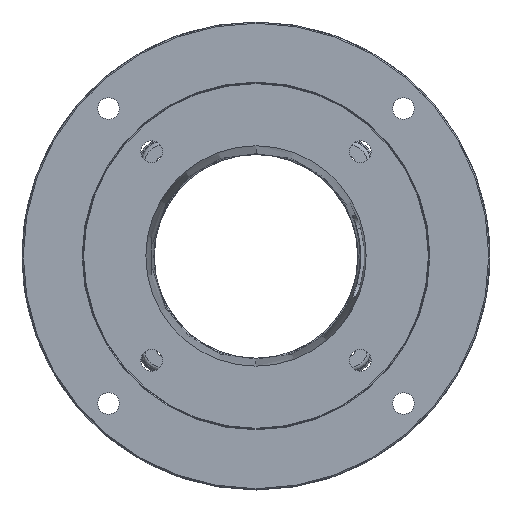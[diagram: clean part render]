
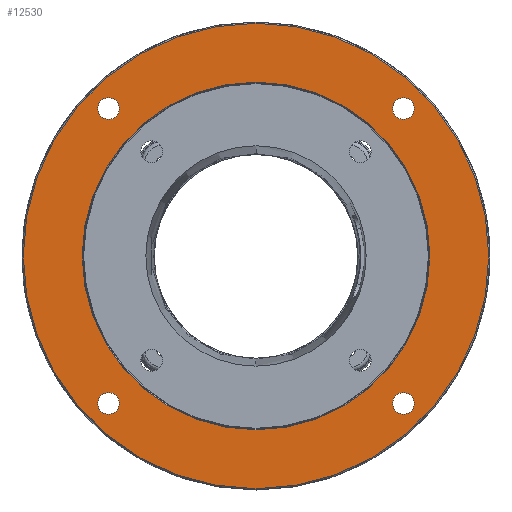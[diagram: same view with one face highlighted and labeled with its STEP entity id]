
A CAD part, top view. The second image highlights one B-rep face of the part: STEP entity #12530.
In plain terms, the highlighted planar face has unit normal (0, 0, 1).
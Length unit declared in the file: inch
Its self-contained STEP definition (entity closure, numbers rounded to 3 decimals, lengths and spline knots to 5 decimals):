
#35=CARTESIAN_POINT('',(0.,0.,-0.08));
#36=DIRECTION('',(0.,0.,1.));
#37=DIRECTION('',(0.,1.,0.));
#38=AXIS2_PLACEMENT_3D('',#35,#36,#37);
#44=CARTESIAN_POINT('',(0.,0.,-0.08));
#45=DIRECTION('',(0.,0.,-1.));
#46=DIRECTION('',(0.,1.,0.));
#47=AXIS2_PLACEMENT_3D('',#44,#45,#46);
#783=CARTESIAN_POINT('',(-3.62392,3.62392,-0.08));
#784=DIRECTION('',(0.,0.,-1.));
#785=DIRECTION('',(-0.707,0.707,0.));
#786=AXIS2_PLACEMENT_3D('',#783,#784,#785);
#788=CARTESIAN_POINT('',(-3.62392,3.62392,-0.08));
#789=DIRECTION('',(0.,0.,-1.));
#790=DIRECTION('',(0.707,-0.707,0.));
#791=AXIS2_PLACEMENT_3D('',#788,#789,#790);
#793=CARTESIAN_POINT('',(-3.62392,-3.62392,-0.08));
#794=DIRECTION('',(0.,0.,-1.));
#795=DIRECTION('',(-0.707,-0.707,0.));
#796=AXIS2_PLACEMENT_3D('',#793,#794,#795);
#798=CARTESIAN_POINT('',(-3.62392,-3.62392,-0.08));
#799=DIRECTION('',(0.,0.,-1.));
#800=DIRECTION('',(0.707,0.707,0.));
#801=AXIS2_PLACEMENT_3D('',#798,#799,#800);
#803=CARTESIAN_POINT('',(3.62392,-3.62392,-0.08));
#804=DIRECTION('',(0.,0.,-1.));
#805=DIRECTION('',(0.707,-0.707,0.));
#806=AXIS2_PLACEMENT_3D('',#803,#804,#805);
#808=CARTESIAN_POINT('',(3.62392,-3.62392,-0.08));
#809=DIRECTION('',(0.,0.,-1.));
#810=DIRECTION('',(-0.707,0.707,0.));
#811=AXIS2_PLACEMENT_3D('',#808,#809,#810);
#813=CARTESIAN_POINT('',(3.62392,3.62392,-0.08));
#814=DIRECTION('',(0.,0.,-1.));
#815=DIRECTION('',(0.707,0.707,0.));
#816=AXIS2_PLACEMENT_3D('',#813,#814,#815);
#818=CARTESIAN_POINT('',(3.62392,3.62392,-0.08));
#819=DIRECTION('',(0.,0.,-1.));
#820=DIRECTION('',(-0.707,-0.707,0.));
#821=AXIS2_PLACEMENT_3D('',#818,#819,#820);
#823=CARTESIAN_POINT('',(0.,0.,-0.08));
#824=DIRECTION('',(0.,0.,1.));
#825=DIRECTION('',(0.,1.,0.));
#826=AXIS2_PLACEMENT_3D('',#823,#824,#825);
#828=CARTESIAN_POINT('',(0.,0.,-0.08));
#829=DIRECTION('',(0.,0.,1.));
#830=DIRECTION('',(0.,-1.,0.));
#831=AXIS2_PLACEMENT_3D('',#828,#829,#830);
#11111=CARTESIAN_POINT('',(0.,5.72,-0.08));
#11112=CARTESIAN_POINT('',(0.,-5.72,-0.08));
#11113=VERTEX_POINT('',#11111);
#11114=VERTEX_POINT('',#11112);
#11135=CARTESIAN_POINT('',(-3.81131,3.81131,-0.08));
#11136=CARTESIAN_POINT('',(-3.43654,3.43654,-0.08));
#11137=VERTEX_POINT('',#11135);
#11138=VERTEX_POINT('',#11136);
#11179=CARTESIAN_POINT('',(-3.81131,-3.81131,-0.08));
#11180=CARTESIAN_POINT('',(-3.43654,-3.43654,-0.08));
#11181=VERTEX_POINT('',#11179);
#11182=VERTEX_POINT('',#11180);
#11187=CARTESIAN_POINT('',(3.81131,-3.81131,-0.08));
#11188=CARTESIAN_POINT('',(3.43654,-3.43654,-0.08));
#11189=VERTEX_POINT('',#11187);
#11190=VERTEX_POINT('',#11188);
#11195=CARTESIAN_POINT('',(3.81131,3.81131,-0.08));
#11196=CARTESIAN_POINT('',(3.43654,3.43654,-0.08));
#11197=VERTEX_POINT('',#11195);
#11198=VERTEX_POINT('',#11196);
#11215=CARTESIAN_POINT('',(0.,4.271,-0.08));
#11216=CARTESIAN_POINT('',(0.,-4.271,-0.08));
#11217=VERTEX_POINT('',#11215);
#11218=VERTEX_POINT('',#11216);
#12492=CARTESIAN_POINT('',(0.,0.,-0.08));
#12493=DIRECTION('',(0.,0.,1.));
#12494=DIRECTION('',(0.,1.,0.));
#12495=AXIS2_PLACEMENT_3D('',#12492,#12493,#12494);
#12496=PLANE('',#12495);
#12497=ORIENTED_EDGE('',*,*,#11425,.T.);
#12498=ORIENTED_EDGE('',*,*,#11410,.F.);
#12499=EDGE_LOOP('',(#12497,#12498));
#12500=FACE_OUTER_BOUND('',#12499,.F.);
#12502=ORIENTED_EDGE('',*,*,#12501,.F.);
#12504=ORIENTED_EDGE('',*,*,#12503,.F.);
#12505=EDGE_LOOP('',(#12502,#12504));
#12506=FACE_BOUND('',#12505,.F.);
#12508=ORIENTED_EDGE('',*,*,#12507,.F.);
#12510=ORIENTED_EDGE('',*,*,#12509,.F.);
#12511=EDGE_LOOP('',(#12508,#12510));
#12512=FACE_BOUND('',#12511,.F.);
#12514=ORIENTED_EDGE('',*,*,#12513,.F.);
#12516=ORIENTED_EDGE('',*,*,#12515,.F.);
#12517=EDGE_LOOP('',(#12514,#12516));
#12518=FACE_BOUND('',#12517,.F.);
#12520=ORIENTED_EDGE('',*,*,#12519,.F.);
#12522=ORIENTED_EDGE('',*,*,#12521,.F.);
#12523=EDGE_LOOP('',(#12520,#12522));
#12524=FACE_BOUND('',#12523,.F.);
#12526=ORIENTED_EDGE('',*,*,#12525,.T.);
#12527=ORIENTED_EDGE('',*,*,#12482,.T.);
#12528=EDGE_LOOP('',(#12526,#12527));
#12529=FACE_BOUND('',#12528,.F.);
#12530=ADVANCED_FACE('',(#12500,#12506,#12512,#12518,#12524,#12529),#12496,.T.);
#39=CIRCLE('',#38,5.72);
#48=CIRCLE('',#47,5.72);
#787=CIRCLE('',#786,0.265);
#792=CIRCLE('',#791,0.265);
#797=CIRCLE('',#796,0.265);
#802=CIRCLE('',#801,0.265);
#807=CIRCLE('',#806,0.265);
#812=CIRCLE('',#811,0.265);
#817=CIRCLE('',#816,0.265);
#822=CIRCLE('',#821,0.265);
#827=CIRCLE('',#826,4.271);
#832=CIRCLE('',#831,4.271);
#11410=EDGE_CURVE('',#11113,#11114,#39,.T.);
#11425=EDGE_CURVE('',#11113,#11114,#48,.T.);
#12482=EDGE_CURVE('',#11218,#11217,#832,.T.);
#12501=EDGE_CURVE('',#11137,#11138,#787,.T.);
#12503=EDGE_CURVE('',#11138,#11137,#792,.T.);
#12507=EDGE_CURVE('',#11181,#11182,#797,.T.);
#12509=EDGE_CURVE('',#11182,#11181,#802,.T.);
#12513=EDGE_CURVE('',#11189,#11190,#807,.T.);
#12515=EDGE_CURVE('',#11190,#11189,#812,.T.);
#12519=EDGE_CURVE('',#11197,#11198,#817,.T.);
#12521=EDGE_CURVE('',#11198,#11197,#822,.T.);
#12525=EDGE_CURVE('',#11217,#11218,#827,.T.);
